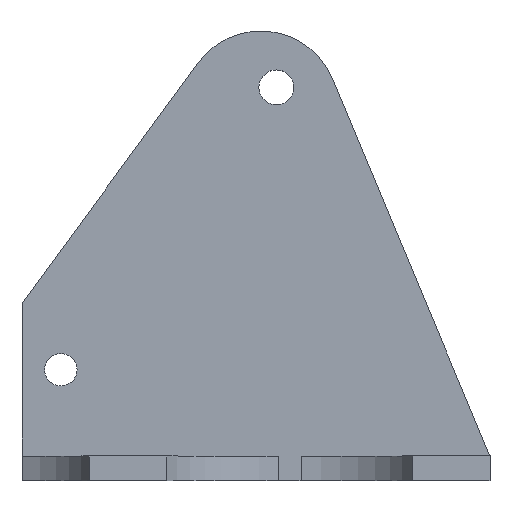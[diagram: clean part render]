
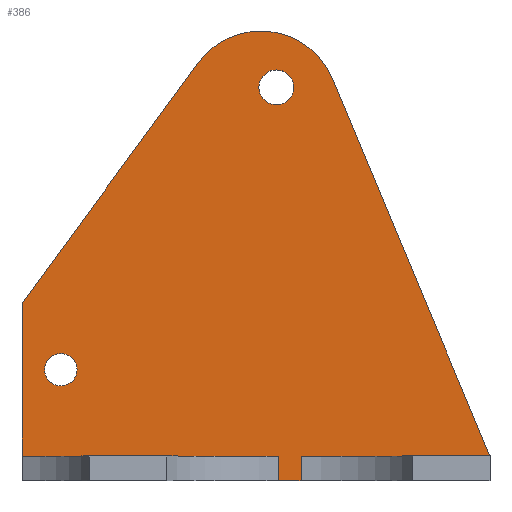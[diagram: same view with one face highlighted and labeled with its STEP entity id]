
A CAD part, top view. The second image highlights one B-rep face of the part: STEP entity #386.
In plain terms, the highlighted planar face has unit normal (0, 0, 1).
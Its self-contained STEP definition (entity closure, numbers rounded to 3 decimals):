
#15=FACE_BOUND('',#57,.T.);
#16=FACE_BOUND('',#58,.T.);
#23=PLANE('',#432);
#35=FACE_OUTER_BOUND('',#56,.T.);
#56=EDGE_LOOP('',(#269,#270,#271,#272,#273,#274,#275,#276,#277,#278,#279));
#57=EDGE_LOOP('',(#280));
#58=EDGE_LOOP('',(#281));
#86=LINE('',#601,#121);
#87=LINE('',#603,#122);
#88=LINE('',#605,#123);
#89=LINE('',#607,#124);
#90=LINE('',#609,#125);
#91=LINE('',#611,#126);
#92=LINE('',#619,#127);
#93=LINE('',#620,#128);
#121=VECTOR('',#482,10.);
#122=VECTOR('',#483,16.);
#123=VECTOR('',#484,10.);
#124=VECTOR('',#485,16.);
#125=VECTOR('',#486,10.);
#126=VECTOR('',#487,10.);
#127=VECTOR('',#494,10.);
#128=VECTOR('',#495,10.);
#156=CIRCLE('',#433,10.022);
#157=CIRCLE('',#434,10.);
#158=CIRCLE('',#435,10.);
#159=CIRCLE('',#436,2.25);
#160=CIRCLE('',#437,2.1);
#177=VERTEX_POINT('',#596);
#178=VERTEX_POINT('',#600);
#179=VERTEX_POINT('',#602);
#180=VERTEX_POINT('',#604);
#181=VERTEX_POINT('',#606);
#182=VERTEX_POINT('',#608);
#183=VERTEX_POINT('',#610);
#184=VERTEX_POINT('',#612);
#185=VERTEX_POINT('',#614);
#186=VERTEX_POINT('',#616);
#187=VERTEX_POINT('',#618);
#188=VERTEX_POINT('',#621);
#189=VERTEX_POINT('',#623);
#214=EDGE_CURVE('',#177,#178,#86,.T.);
#215=EDGE_CURVE('',#179,#178,#87,.T.);
#216=EDGE_CURVE('',#180,#179,#88,.T.);
#217=EDGE_CURVE('',#181,#180,#89,.T.);
#218=EDGE_CURVE('',#181,#182,#90,.T.);
#219=EDGE_CURVE('',#182,#183,#91,.T.);
#220=EDGE_CURVE('',#183,#184,#156,.T.);
#221=EDGE_CURVE('',#184,#185,#157,.T.);
#222=EDGE_CURVE('',#186,#185,#158,.T.);
#223=EDGE_CURVE('',#187,#186,#92,.T.);
#224=EDGE_CURVE('',#177,#187,#93,.T.);
#225=EDGE_CURVE('',#188,#188,#159,.T.);
#226=EDGE_CURVE('',#189,#189,#160,.T.);
#269=ORIENTED_EDGE('',*,*,#214,.T.);
#270=ORIENTED_EDGE('',*,*,#215,.F.);
#271=ORIENTED_EDGE('',*,*,#216,.F.);
#272=ORIENTED_EDGE('',*,*,#217,.F.);
#273=ORIENTED_EDGE('',*,*,#218,.T.);
#274=ORIENTED_EDGE('',*,*,#219,.T.);
#275=ORIENTED_EDGE('',*,*,#220,.T.);
#276=ORIENTED_EDGE('',*,*,#221,.T.);
#277=ORIENTED_EDGE('',*,*,#222,.F.);
#278=ORIENTED_EDGE('',*,*,#223,.F.);
#279=ORIENTED_EDGE('',*,*,#224,.F.);
#280=ORIENTED_EDGE('',*,*,#225,.T.);
#281=ORIENTED_EDGE('',*,*,#226,.F.);
#386=ADVANCED_FACE('',(#35,#15,#16),#23,.T.);
#432=AXIS2_PLACEMENT_3D('',#599,#480,#481);
#433=AXIS2_PLACEMENT_3D('',#613,#488,#489);
#434=AXIS2_PLACEMENT_3D('',#615,#490,#491);
#435=AXIS2_PLACEMENT_3D('',#617,#492,#493);
#436=AXIS2_PLACEMENT_3D('',#622,#496,#497);
#437=AXIS2_PLACEMENT_3D('',#624,#498,#499);
#480=DIRECTION('center_axis',(0.,0.,1.));
#481=DIRECTION('ref_axis',(1.,0.,0.));
#482=DIRECTION('',(1.,0.,0.));
#483=DIRECTION('',(0.,1.,0.));
#484=DIRECTION('',(-1.,0.,0.));
#485=DIRECTION('',(0.,-1.,0.));
#486=DIRECTION('',(1.,0.,0.));
#487=DIRECTION('',(-0.385,0.923,0.));
#488=DIRECTION('center_axis',(0.,0.,1.));
#489=DIRECTION('ref_axis',(-1.,0.,0.));
#490=DIRECTION('center_axis',(0.,0.,1.));
#491=DIRECTION('ref_axis',(1.,0.,0.));
#492=DIRECTION('center_axis',(0.,0.,-1.));
#493=DIRECTION('ref_axis',(-0.807,0.591,0.));
#494=DIRECTION('',(0.591,0.807,0.));
#495=DIRECTION('',(0.,1.,0.));
#496=DIRECTION('center_axis',(0.,0.,-1.));
#497=DIRECTION('ref_axis',(-1.,0.,0.));
#498=DIRECTION('center_axis',(0.,0.,1.));
#499=DIRECTION('ref_axis',(1.,0.,0.));
#596=CARTESIAN_POINT('',(-15.,-11.15,3.2));
#599=CARTESIAN_POINT('Origin',(0.,-3.675,3.2));
#600=CARTESIAN_POINT('',(18.099,-11.15,3.2));
#601=CARTESIAN_POINT('',(2.5,-11.15,3.2));
#602=CARTESIAN_POINT('',(18.099,-14.35,3.2));
#603=CARTESIAN_POINT('',(18.099,-11.15,3.2));
#604=CARTESIAN_POINT('',(21.017,-14.35,3.2));
#605=CARTESIAN_POINT('',(-0.644,-14.35,3.2));
#606=CARTESIAN_POINT('',(21.017,-11.15,3.2));
#607=CARTESIAN_POINT('',(21.017,-12.75,3.2));
#608=CARTESIAN_POINT('',(45.404,-11.15,3.2));
#609=CARTESIAN_POINT('',(35.404,-11.15,3.2));
#610=CARTESIAN_POINT('',(25.072,37.552,3.2));
#611=CARTESIAN_POINT('',(40.706,0.104,3.2));
#612=CARTESIAN_POINT('',(20.826,42.375,3.2));
#613=CARTESIAN_POINT('Origin',(15.824,33.691,3.2));
#614=CARTESIAN_POINT('',(20.824,42.373,3.2));
#615=CARTESIAN_POINT('Origin',(25.824,33.713,3.2));
#616=CARTESIAN_POINT('',(7.758,39.625,3.2));
#617=CARTESIAN_POINT('Origin',(15.824,33.713,3.2));
#618=CARTESIAN_POINT('',(-15.,8.574,3.2));
#619=CARTESIAN_POINT('',(3.112,33.286,3.2));
#620=CARTESIAN_POINT('',(-15.,11.628,3.2));
#621=CARTESIAN_POINT('',(15.574,36.442,3.2));
#622=CARTESIAN_POINT('Origin',(17.824,36.442,3.2));
#623=CARTESIAN_POINT('',(-12.1,0.,3.2));
#624=CARTESIAN_POINT('Origin',(-10.,0.,3.2));
